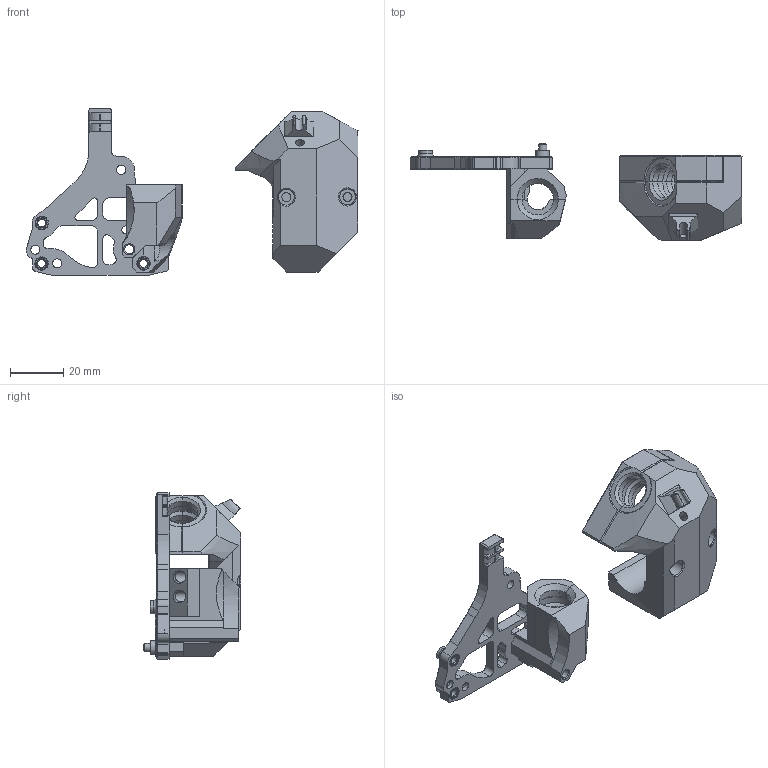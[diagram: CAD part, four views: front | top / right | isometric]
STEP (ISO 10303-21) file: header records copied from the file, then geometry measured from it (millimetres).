
FILE_DESCRIPTION(/* description */ ('','CAx-IF Rec.Pracs.---Representation and Presentation of Product Manufacturing Information (PMI)---4.0---2014-10-13'),/* implementation_level */ '2;1');
FILE_NAME(/* name */ 'Trident_Anthead_Umbilical v1.step',/* time_stamp */ '2025-02-17T16:43:53-08:00',/* author */ (''),/* organization */ (''),/* preprocessor_version */ 'ST-DEVELOPER v20',/* originating_system */ 'Autodesk Translation Framework v13.20.0.188',/* authorisation */ '');
FILE_SCHEMA (('AP242_MANAGED_MODEL_BASED_3D_ENGINEERING_MIM_LF { 1 0 10303 442 1 1 4 }'));
Length unit declared in the file: millimetre
Products named in the file (11): Trident_Anthead_Umbilical; CANBoard_Mount2_nospacer; Printed_Spacer; NH36_1.4_MainMount; ToolheadPUG; Trident_Umbilical_PUG_Cover; Trident_Umbilical_PUG; Hardware; M3 Threaded Insert; M2x10 STS; M3x8 SHCS
Assembly tree (19 placements, depth 3):
  Trident_Anthead_Umbilical
    CANBoard_Mount2_nospacer
      Printed_Spacer
      NH36_1.4_MainMount
    ToolheadPUG
    Trident_Umbilical_PUG_Cover
    Trident_Umbilical_PUG
    Hardware
      M3 Threaded Insert  x6
      M2x10 STS  x4
      M3x8 SHCS  x2
Bounding box: 124.63 x 36.46 x 62.5 mm (x, y, z)
Volume: 40665.4 mm3; surface area: 24069.2 mm2
Topology: 17 solids, 17 shells, 1602 faces, 4382 edges, 2866 vertices
Faces by surface type: bspline 578, cylinder 456, plane 358, cone 203, torus 7
Full cylindrical faces by diameter (mm): 1.28 x44, 1.8 x3, 1.9 x1, 2.2 x36, 2.4 x4, 2.9 x6, 3 x3, 3.1 x1, 3.4 x14, 3.75 x4, 4 x4, 4.1 x6, 4.25 x12, 4.7 x5, 5 x4, 5.5 x2, 6 x7
Entity records: 36302 total; most frequent: CARTESIAN_POINT 18285, ORIENTED_EDGE 3890, DIRECTION 3430, EDGE_CURVE 1945, VERTEX_POINT 1250, AXIS2_PLACEMENT_3D 1236, LINE 958, VECTOR 958
